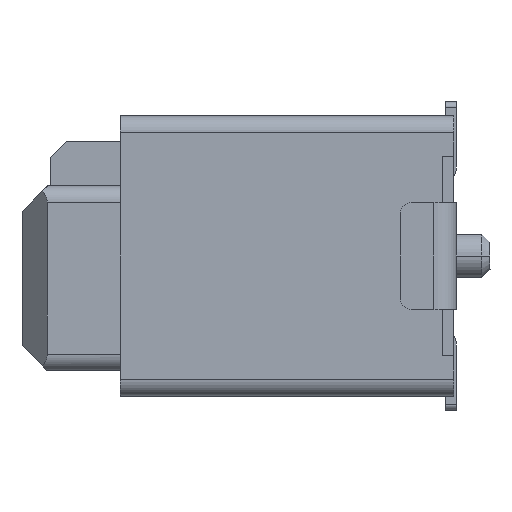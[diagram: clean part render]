
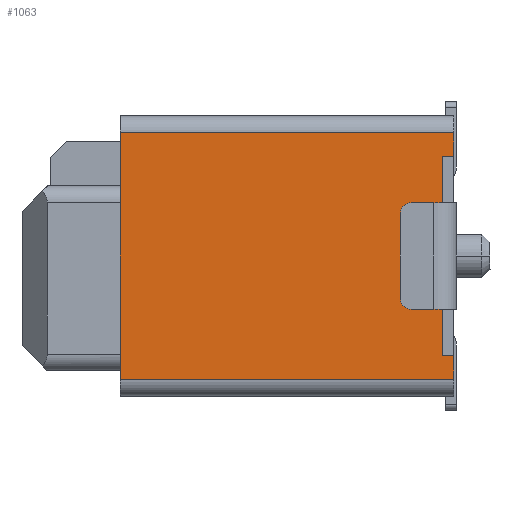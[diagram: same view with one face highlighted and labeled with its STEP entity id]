
A CAD part, left-side view. The second image highlights one B-rep face of the part: STEP entity #1063.
In plain terms, the highlighted planar face has unit normal (-1, 0, 0).
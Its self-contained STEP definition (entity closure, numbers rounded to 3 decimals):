
#148=CARTESIAN_POINT('',(0.,0.65,-0.3));
#149=VERTEX_POINT('',#148);
#150=CARTESIAN_POINT('',(0.,0.65,-0.725));
#151=VERTEX_POINT('',#150);
#152=CARTESIAN_POINT('',(0.,0.65,-0.3));
#153=DIRECTION('',(0.,0.,-1.));
#154=VECTOR('',#153,0.425);
#155=LINE('',#152,#154);
#156=EDGE_CURVE('',#149,#151,#155,.T.);
#174=CARTESIAN_POINT('',(0.,0.65,-4.275));
#175=VERTEX_POINT('',#174);
#182=CARTESIAN_POINT('',(0.,0.65,-4.7));
#183=VERTEX_POINT('',#182);
#184=CARTESIAN_POINT('',(0.,0.65,-4.275));
#185=DIRECTION('',(0.,0.,-1.));
#186=VECTOR('',#185,0.425);
#187=LINE('',#184,#186);
#188=EDGE_CURVE('',#175,#183,#187,.T.);
#738=CARTESIAN_POINT('',(0.,0.85,-4.275));
#739=VERTEX_POINT('',#738);
#746=CARTESIAN_POINT('',(0.,0.85,-4.275));
#747=DIRECTION('',(0.,-1.,0.));
#748=VECTOR('',#747,0.2);
#749=LINE('',#746,#748);
#750=EDGE_CURVE('',#739,#175,#749,.T.);
#778=CARTESIAN_POINT('',(0.,0.85,-0.725));
#779=VERTEX_POINT('',#778);
#786=CARTESIAN_POINT('',(0.,0.85,-0.725));
#787=DIRECTION('',(0.,0.,-1.));
#788=VECTOR('',#787,3.55);
#789=LINE('',#786,#788);
#790=EDGE_CURVE('',#779,#739,#789,.T.);
#1018=CARTESIAN_POINT('',(0.,0.65,-0.725));
#1019=DIRECTION('',(0.,1.,0.));
#1020=VECTOR('',#1019,0.2);
#1021=LINE('',#1018,#1020);
#1022=EDGE_CURVE('',#151,#779,#1021,.T.);
#1029=CARTESIAN_POINT('',(0.,0.768,-5.));
#1030=DIRECTION('',(0.,0.,1.));
#1031=DIRECTION('',(-1.,0.,0.));
#1032=AXIS2_PLACEMENT_3D('',#1029,#1031,#1030);
#1033=PLANE('',#1032);
#1034=CARTESIAN_POINT('',(0.,6.6,-0.3));
#1035=VERTEX_POINT('',#1034);
#1036=CARTESIAN_POINT('',(0.,6.6,-4.7));
#1037=VERTEX_POINT('',#1036);
#1038=CARTESIAN_POINT('',(0.,6.6,-0.3));
#1039=DIRECTION('',(0.,0.,-1.));
#1040=VECTOR('',#1039,4.4);
#1041=LINE('',#1038,#1040);
#1042=EDGE_CURVE('',#1035,#1037,#1041,.T.);
#1043=ORIENTED_EDGE('',*,*,#1042,.T.);
#1044=CARTESIAN_POINT('',(0.,6.6,-4.7));
#1045=DIRECTION('',(0.,-1.,0.));
#1046=VECTOR('',#1045,5.95);
#1047=LINE('',#1044,#1046);
#1048=EDGE_CURVE('',#1037,#183,#1047,.T.);
#1049=ORIENTED_EDGE('',*,*,#1048,.T.);
#1050=ORIENTED_EDGE('',*,*,#188,.F.);
#1051=ORIENTED_EDGE('',*,*,#750,.F.);
#1052=ORIENTED_EDGE('',*,*,#790,.F.);
#1053=ORIENTED_EDGE('',*,*,#1022,.F.);
#1054=ORIENTED_EDGE('',*,*,#156,.F.);
#1055=CARTESIAN_POINT('',(0.,0.65,-0.3));
#1056=DIRECTION('',(0.,1.,0.));
#1057=VECTOR('',#1056,5.95);
#1058=LINE('',#1055,#1057);
#1059=EDGE_CURVE('',#149,#1035,#1058,.T.);
#1060=ORIENTED_EDGE('',*,*,#1059,.T.);
#1061=EDGE_LOOP('',(#1043,#1049,#1050,#1051,#1052,#1053,#1054,#1060));
#1062=FACE_OUTER_BOUND('',#1061,.T.);
#1063=ADVANCED_FACE('',(#1062),#1033,.T.);
